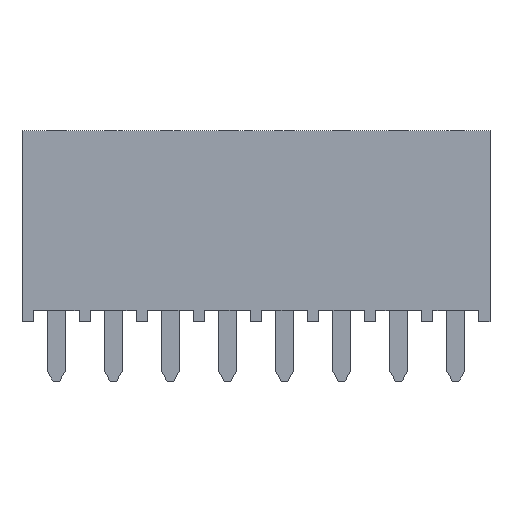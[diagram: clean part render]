
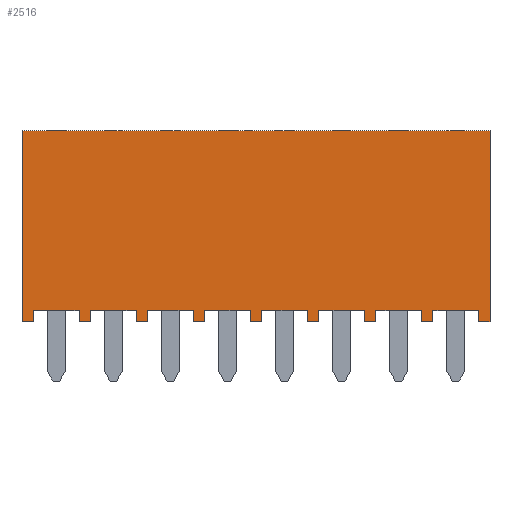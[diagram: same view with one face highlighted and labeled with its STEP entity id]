
A CAD part, top view. The second image highlights one B-rep face of the part: STEP entity #2516.
In plain terms, the highlighted planar face has unit normal (0, 0, 1).
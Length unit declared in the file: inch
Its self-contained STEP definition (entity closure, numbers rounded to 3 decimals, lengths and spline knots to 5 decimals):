
#67=ORIENTED_EDGE('',*,*,#787,.F.);
#68=ORIENTED_EDGE('',*,*,#788,.T.);
#69=ORIENTED_EDGE('',*,*,#789,.F.);
#70=ORIENTED_EDGE('',*,*,#790,.F.);
#71=ORIENTED_EDGE('',*,*,#791,.T.);
#72=ORIENTED_EDGE('',*,*,#792,.T.);
#73=ORIENTED_EDGE('',*,*,#793,.F.);
#74=ORIENTED_EDGE('',*,*,#794,.F.);
#75=ORIENTED_EDGE('',*,*,#795,.F.);
#76=ORIENTED_EDGE('',*,*,#796,.T.);
#77=ORIENTED_EDGE('',*,*,#797,.F.);
#78=ORIENTED_EDGE('',*,*,#798,.F.);
#79=ORIENTED_EDGE('',*,*,#799,.F.);
#80=ORIENTED_EDGE('',*,*,#800,.T.);
#81=ORIENTED_EDGE('',*,*,#801,.F.);
#82=ORIENTED_EDGE('',*,*,#802,.F.);
#83=ORIENTED_EDGE('',*,*,#803,.F.);
#84=ORIENTED_EDGE('',*,*,#804,.T.);
#85=ORIENTED_EDGE('',*,*,#805,.F.);
#86=ORIENTED_EDGE('',*,*,#806,.F.);
#87=ORIENTED_EDGE('',*,*,#807,.F.);
#88=ORIENTED_EDGE('',*,*,#808,.T.);
#89=ORIENTED_EDGE('',*,*,#809,.F.);
#90=ORIENTED_EDGE('',*,*,#810,.F.);
#91=ORIENTED_EDGE('',*,*,#811,.F.);
#92=ORIENTED_EDGE('',*,*,#812,.T.);
#93=ORIENTED_EDGE('',*,*,#813,.F.);
#94=ORIENTED_EDGE('',*,*,#814,.F.);
#95=ORIENTED_EDGE('',*,*,#815,.F.);
#96=ORIENTED_EDGE('',*,*,#816,.T.);
#97=ORIENTED_EDGE('',*,*,#817,.F.);
#98=ORIENTED_EDGE('',*,*,#818,.F.);
#99=ORIENTED_EDGE('',*,*,#819,.F.);
#100=ORIENTED_EDGE('',*,*,#820,.T.);
#101=ORIENTED_EDGE('',*,*,#821,.F.);
#102=ORIENTED_EDGE('',*,*,#822,.F.);
#787=EDGE_CURVE('',#1147,#1148,#1387,.T.);
#788=EDGE_CURVE('',#1147,#1149,#1388,.T.);
#789=EDGE_CURVE('',#1150,#1149,#1389,.T.);
#790=EDGE_CURVE('',#1151,#1150,#1390,.T.);
#791=EDGE_CURVE('',#1151,#1152,#1391,.T.);
#792=EDGE_CURVE('',#1152,#1153,#1392,.T.);
#793=EDGE_CURVE('',#1154,#1153,#1393,.T.);
#794=EDGE_CURVE('',#1155,#1154,#1394,.T.);
#795=EDGE_CURVE('',#1156,#1155,#1395,.T.);
#796=EDGE_CURVE('',#1156,#1157,#1396,.T.);
#797=EDGE_CURVE('',#1158,#1157,#1397,.T.);
#798=EDGE_CURVE('',#1159,#1158,#1398,.T.);
#799=EDGE_CURVE('',#1160,#1159,#1399,.T.);
#800=EDGE_CURVE('',#1160,#1161,#1400,.T.);
#801=EDGE_CURVE('',#1162,#1161,#1401,.T.);
#802=EDGE_CURVE('',#1163,#1162,#1402,.T.);
#803=EDGE_CURVE('',#1164,#1163,#1403,.T.);
#804=EDGE_CURVE('',#1164,#1165,#1404,.T.);
#805=EDGE_CURVE('',#1166,#1165,#1405,.T.);
#806=EDGE_CURVE('',#1167,#1166,#1406,.T.);
#807=EDGE_CURVE('',#1168,#1167,#1407,.T.);
#808=EDGE_CURVE('',#1168,#1169,#1408,.T.);
#809=EDGE_CURVE('',#1170,#1169,#1409,.T.);
#810=EDGE_CURVE('',#1171,#1170,#1410,.T.);
#811=EDGE_CURVE('',#1172,#1171,#1411,.T.);
#812=EDGE_CURVE('',#1172,#1173,#1412,.T.);
#813=EDGE_CURVE('',#1174,#1173,#1413,.T.);
#814=EDGE_CURVE('',#1175,#1174,#1414,.T.);
#815=EDGE_CURVE('',#1176,#1175,#1415,.T.);
#816=EDGE_CURVE('',#1176,#1177,#1416,.T.);
#817=EDGE_CURVE('',#1178,#1177,#1417,.T.);
#818=EDGE_CURVE('',#1179,#1178,#1418,.T.);
#819=EDGE_CURVE('',#1180,#1179,#1419,.T.);
#820=EDGE_CURVE('',#1180,#1181,#1420,.T.);
#821=EDGE_CURVE('',#1182,#1181,#1421,.T.);
#822=EDGE_CURVE('',#1148,#1182,#1422,.T.);
#1147=VERTEX_POINT('',#3513);
#1148=VERTEX_POINT('',#3514);
#1149=VERTEX_POINT('',#3516);
#1150=VERTEX_POINT('',#3518);
#1151=VERTEX_POINT('',#3520);
#1152=VERTEX_POINT('',#3522);
#1153=VERTEX_POINT('',#3524);
#1154=VERTEX_POINT('',#3526);
#1155=VERTEX_POINT('',#3528);
#1156=VERTEX_POINT('',#3530);
#1157=VERTEX_POINT('',#3532);
#1158=VERTEX_POINT('',#3534);
#1159=VERTEX_POINT('',#3536);
#1160=VERTEX_POINT('',#3538);
#1161=VERTEX_POINT('',#3540);
#1162=VERTEX_POINT('',#3542);
#1163=VERTEX_POINT('',#3544);
#1164=VERTEX_POINT('',#3546);
#1165=VERTEX_POINT('',#3548);
#1166=VERTEX_POINT('',#3550);
#1167=VERTEX_POINT('',#3552);
#1168=VERTEX_POINT('',#3554);
#1169=VERTEX_POINT('',#3556);
#1170=VERTEX_POINT('',#3558);
#1171=VERTEX_POINT('',#3560);
#1172=VERTEX_POINT('',#3562);
#1173=VERTEX_POINT('',#3564);
#1174=VERTEX_POINT('',#3566);
#1175=VERTEX_POINT('',#3568);
#1176=VERTEX_POINT('',#3570);
#1177=VERTEX_POINT('',#3572);
#1178=VERTEX_POINT('',#3574);
#1179=VERTEX_POINT('',#3576);
#1180=VERTEX_POINT('',#3578);
#1181=VERTEX_POINT('',#3580);
#1182=VERTEX_POINT('',#3582);
#1387=LINE('',#3512,#1747);
#1388=LINE('',#3515,#1748);
#1389=LINE('',#3517,#1749);
#1390=LINE('',#3519,#1750);
#1391=LINE('',#3521,#1751);
#1392=LINE('',#3523,#1752);
#1393=LINE('',#3525,#1753);
#1394=LINE('',#3527,#1754);
#1395=LINE('',#3529,#1755);
#1396=LINE('',#3531,#1756);
#1397=LINE('',#3533,#1757);
#1398=LINE('',#3535,#1758);
#1399=LINE('',#3537,#1759);
#1400=LINE('',#3539,#1760);
#1401=LINE('',#3541,#1761);
#1402=LINE('',#3543,#1762);
#1403=LINE('',#3545,#1763);
#1404=LINE('',#3547,#1764);
#1405=LINE('',#3549,#1765);
#1406=LINE('',#3551,#1766);
#1407=LINE('',#3553,#1767);
#1408=LINE('',#3555,#1768);
#1409=LINE('',#3557,#1769);
#1410=LINE('',#3559,#1770);
#1411=LINE('',#3561,#1771);
#1412=LINE('',#3563,#1772);
#1413=LINE('',#3565,#1773);
#1414=LINE('',#3567,#1774);
#1415=LINE('',#3569,#1775);
#1416=LINE('',#3571,#1776);
#1417=LINE('',#3573,#1777);
#1418=LINE('',#3575,#1778);
#1419=LINE('',#3577,#1779);
#1420=LINE('',#3579,#1780);
#1421=LINE('',#3581,#1781);
#1422=LINE('',#3583,#1782);
#1747=VECTOR('',#2849,39.37008);
#1748=VECTOR('',#2850,39.37008);
#1749=VECTOR('',#2851,39.37008);
#1750=VECTOR('',#2852,39.37008);
#1751=VECTOR('',#2853,39.37008);
#1752=VECTOR('',#2854,39.37008);
#1753=VECTOR('',#2855,39.37008);
#1754=VECTOR('',#2856,39.37008);
#1755=VECTOR('',#2857,39.37008);
#1756=VECTOR('',#2858,39.37008);
#1757=VECTOR('',#2859,39.37008);
#1758=VECTOR('',#2860,39.37008);
#1759=VECTOR('',#2861,39.37008);
#1760=VECTOR('',#2862,39.37008);
#1761=VECTOR('',#2863,39.37008);
#1762=VECTOR('',#2864,39.37008);
#1763=VECTOR('',#2865,39.37008);
#1764=VECTOR('',#2866,39.37008);
#1765=VECTOR('',#2867,39.37008);
#1766=VECTOR('',#2868,39.37008);
#1767=VECTOR('',#2869,39.37008);
#1768=VECTOR('',#2870,39.37008);
#1769=VECTOR('',#2871,39.37008);
#1770=VECTOR('',#2872,39.37008);
#1771=VECTOR('',#2873,39.37008);
#1772=VECTOR('',#2874,39.37008);
#1773=VECTOR('',#2875,39.37008);
#1774=VECTOR('',#2876,39.37008);
#1775=VECTOR('',#2877,39.37008);
#1776=VECTOR('',#2878,39.37008);
#1777=VECTOR('',#2879,39.37008);
#1778=VECTOR('',#2880,39.37008);
#1779=VECTOR('',#2881,39.37008);
#1780=VECTOR('',#2882,39.37008);
#1781=VECTOR('',#2883,39.37008);
#1782=VECTOR('',#2884,39.37008);
#2072=EDGE_LOOP('',(#67,#68,#69,#70,#71,#72,#73,#74,#75,#76,#77,#78,#79,
#80,#81,#82,#83,#84,#85,#86,#87,#88,#89,#90,#91,#92,#93,#94,#95,#96,#97,
#98,#99,#100,#101,#102));
#2228=FACE_BOUND('',#2072,.T.);
#2384=PLANE('',#2674);
#2516=ADVANCED_FACE('',(#2228),#2384,.F.);
#2674=AXIS2_PLACEMENT_3D('',#3511,#2847,#2848);
#2847=DIRECTION('',(0.,0.,-1.));
#2848=DIRECTION('',(-1.,0.,0.));
#2849=DIRECTION('',(0.,1.,0.));
#2850=DIRECTION('',(1.,0.,0.));
#2851=DIRECTION('',(0.,-1.,0.));
#2852=DIRECTION('',(1.,0.,0.));
#2853=DIRECTION('',(0.,-1.,0.));
#2854=DIRECTION('',(1.,0.,0.));
#2855=DIRECTION('',(0.,-1.,0.));
#2856=DIRECTION('',(-1.,0.,0.));
#2857=DIRECTION('',(0.,1.,0.));
#2858=DIRECTION('',(1.,0.,0.));
#2859=DIRECTION('',(0.,-1.,0.));
#2860=DIRECTION('',(-1.,0.,0.));
#2861=DIRECTION('',(0.,1.,0.));
#2862=DIRECTION('',(1.,0.,0.));
#2863=DIRECTION('',(0.,-1.,0.));
#2864=DIRECTION('',(-1.,0.,0.));
#2865=DIRECTION('',(0.,1.,0.));
#2866=DIRECTION('',(1.,0.,0.));
#2867=DIRECTION('',(0.,-1.,0.));
#2868=DIRECTION('',(-1.,0.,0.));
#2869=DIRECTION('',(0.,1.,0.));
#2870=DIRECTION('',(1.,0.,0.));
#2871=DIRECTION('',(0.,-1.,0.));
#2872=DIRECTION('',(-1.,0.,0.));
#2873=DIRECTION('',(0.,1.,0.));
#2874=DIRECTION('',(1.,0.,0.));
#2875=DIRECTION('',(0.,-1.,0.));
#2876=DIRECTION('',(-1.,0.,0.));
#2877=DIRECTION('',(0.,1.,0.));
#2878=DIRECTION('',(1.,0.,0.));
#2879=DIRECTION('',(0.,-1.,0.));
#2880=DIRECTION('',(-1.,0.,0.));
#2881=DIRECTION('',(0.,1.,0.));
#2882=DIRECTION('',(1.,0.,0.));
#2883=DIRECTION('',(0.,-1.,0.));
#2884=DIRECTION('',(-1.,0.,0.));
#3511=CARTESIAN_POINT('',(-0.41,0.335,0.0475));
#3512=CARTESIAN_POINT('',(0.39,0.335,0.0475));
#3513=CARTESIAN_POINT('',(0.39,0.,0.0475));
#3514=CARTESIAN_POINT('',(0.39,0.02,0.0475));
#3515=CARTESIAN_POINT('',(-0.41,0.,0.0475));
#3516=CARTESIAN_POINT('',(0.41,0.,0.0475));
#3517=CARTESIAN_POINT('',(0.41,0.335,0.0475));
#3518=CARTESIAN_POINT('',(0.41,0.335,0.0475));
#3519=CARTESIAN_POINT('',(-0.41,0.335,0.0475));
#3520=CARTESIAN_POINT('',(-0.41,0.335,0.0475));
#3521=CARTESIAN_POINT('',(-0.41,0.335,0.0475));
#3522=CARTESIAN_POINT('',(-0.41,0.,0.0475));
#3523=CARTESIAN_POINT('',(-0.41,0.,0.0475));
#3524=CARTESIAN_POINT('',(-0.39,0.,0.0475));
#3525=CARTESIAN_POINT('',(-0.39,0.335,0.0475));
#3526=CARTESIAN_POINT('',(-0.39,0.02,0.0475));
#3527=CARTESIAN_POINT('',(-0.41,0.02,0.0475));
#3528=CARTESIAN_POINT('',(-0.31,0.02,0.0475));
#3529=CARTESIAN_POINT('',(-0.31,0.335,0.0475));
#3530=CARTESIAN_POINT('',(-0.31,0.,0.0475));
#3531=CARTESIAN_POINT('',(-0.41,0.,0.0475));
#3532=CARTESIAN_POINT('',(-0.29,0.,0.0475));
#3533=CARTESIAN_POINT('',(-0.29,0.335,0.0475));
#3534=CARTESIAN_POINT('',(-0.29,0.02,0.0475));
#3535=CARTESIAN_POINT('',(-0.41,0.02,0.0475));
#3536=CARTESIAN_POINT('',(-0.21,0.02,0.0475));
#3537=CARTESIAN_POINT('',(-0.21,0.335,0.0475));
#3538=CARTESIAN_POINT('',(-0.21,0.,0.0475));
#3539=CARTESIAN_POINT('',(-0.41,0.,0.0475));
#3540=CARTESIAN_POINT('',(-0.19,0.,0.0475));
#3541=CARTESIAN_POINT('',(-0.19,0.335,0.0475));
#3542=CARTESIAN_POINT('',(-0.19,0.02,0.0475));
#3543=CARTESIAN_POINT('',(-0.41,0.02,0.0475));
#3544=CARTESIAN_POINT('',(-0.11,0.02,0.0475));
#3545=CARTESIAN_POINT('',(-0.11,0.335,0.0475));
#3546=CARTESIAN_POINT('',(-0.11,0.,0.0475));
#3547=CARTESIAN_POINT('',(-0.41,0.,0.0475));
#3548=CARTESIAN_POINT('',(-0.09,0.,0.0475));
#3549=CARTESIAN_POINT('',(-0.09,0.335,0.0475));
#3550=CARTESIAN_POINT('',(-0.09,0.02,0.0475));
#3551=CARTESIAN_POINT('',(-0.41,0.02,0.0475));
#3552=CARTESIAN_POINT('',(-0.01,0.02,0.0475));
#3553=CARTESIAN_POINT('',(-0.01,0.335,0.0475));
#3554=CARTESIAN_POINT('',(-0.01,0.,0.0475));
#3555=CARTESIAN_POINT('',(-0.41,0.,0.0475));
#3556=CARTESIAN_POINT('',(0.01,0.,0.0475));
#3557=CARTESIAN_POINT('',(0.01,0.335,0.0475));
#3558=CARTESIAN_POINT('',(0.01,0.02,0.0475));
#3559=CARTESIAN_POINT('',(-0.41,0.02,0.0475));
#3560=CARTESIAN_POINT('',(0.09,0.02,0.0475));
#3561=CARTESIAN_POINT('',(0.09,0.335,0.0475));
#3562=CARTESIAN_POINT('',(0.09,0.,0.0475));
#3563=CARTESIAN_POINT('',(-0.41,0.,0.0475));
#3564=CARTESIAN_POINT('',(0.11,0.,0.0475));
#3565=CARTESIAN_POINT('',(0.11,0.335,0.0475));
#3566=CARTESIAN_POINT('',(0.11,0.02,0.0475));
#3567=CARTESIAN_POINT('',(-0.41,0.02,0.0475));
#3568=CARTESIAN_POINT('',(0.19,0.02,0.0475));
#3569=CARTESIAN_POINT('',(0.19,0.335,0.0475));
#3570=CARTESIAN_POINT('',(0.19,0.,0.0475));
#3571=CARTESIAN_POINT('',(-0.41,0.,0.0475));
#3572=CARTESIAN_POINT('',(0.21,0.,0.0475));
#3573=CARTESIAN_POINT('',(0.21,0.335,0.0475));
#3574=CARTESIAN_POINT('',(0.21,0.02,0.0475));
#3575=CARTESIAN_POINT('',(-0.41,0.02,0.0475));
#3576=CARTESIAN_POINT('',(0.29,0.02,0.0475));
#3577=CARTESIAN_POINT('',(0.29,0.335,0.0475));
#3578=CARTESIAN_POINT('',(0.29,0.,0.0475));
#3579=CARTESIAN_POINT('',(-0.41,0.,0.0475));
#3580=CARTESIAN_POINT('',(0.31,0.,0.0475));
#3581=CARTESIAN_POINT('',(0.31,0.335,0.0475));
#3582=CARTESIAN_POINT('',(0.31,0.02,0.0475));
#3583=CARTESIAN_POINT('',(-0.41,0.02,0.0475));
